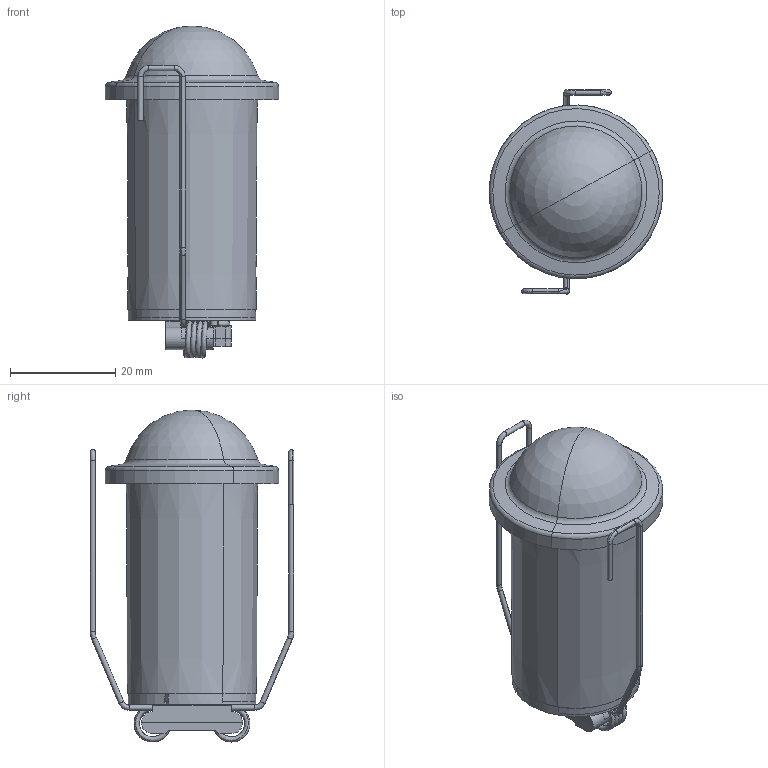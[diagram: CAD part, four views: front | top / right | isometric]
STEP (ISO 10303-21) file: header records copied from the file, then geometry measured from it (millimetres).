
FILE_DESCRIPTION(('CATIA V5 STEP Exchange'),'2;1');
FILE_NAME('BIM_05-PM-1-1-00-000-E04-050612_ZSB_E_SERIE_SENSOR_08M_ALLCATPART.stp','2015-08-20T13:14:57+00:00',('none'),('none'),'CATIA Version 5 Release 19 SP 3 (IN-10)','CATIA V5 STEP AP214','none');
FILE_SCHEMA(('AUTOMOTIVE_DESIGN { 1 0 10303 214 1 1 1 1 }'));
Length unit declared in the file: millimetre
Products named in the file (1): BIM_05-PM-1-1-00-000-E04-050612_ZSB_E_SERIE_SENSOR_08M_AllCATPart
Bounding box: 32.99 x 38.71 x 63 mm (x, y, z)
Volume: 6493.3 mm3; surface area: 13646.9 mm2
Topology: 5 solids, 5 shells, 537 faces, 1711 edges, 1037 vertices
Faces by surface type: sphere 178, plane 137, cone 123, bspline 40, cylinder 37, extrusion 16, torus 6
Entity records: 23298 total; most frequent: CARTESIAN_POINT 11612, ORIENTED_EDGE 3110, EDGE_CURVE 1555, DIRECTION 1365, VERTEX_POINT 1037, B_SPLINE_CURVE_WITH_KNOTS 802, AXIS2_PLACEMENT_3D 762, EDGE_LOOP 556
